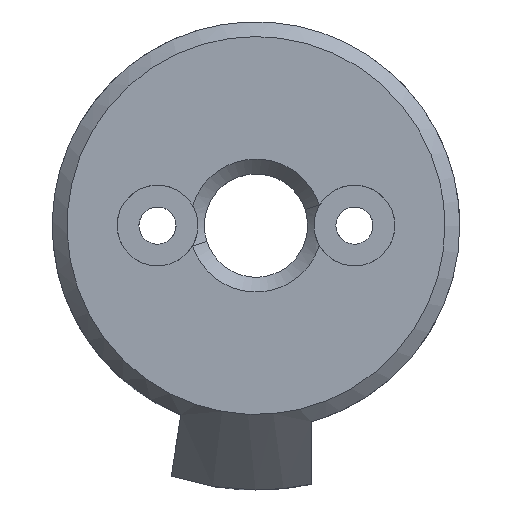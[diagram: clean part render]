
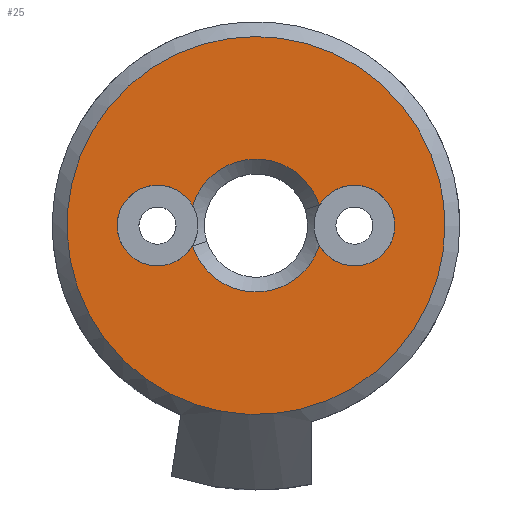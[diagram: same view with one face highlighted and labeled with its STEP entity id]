
A CAD part, top view. The second image highlights one B-rep face of the part: STEP entity #25.
In plain terms, the highlighted planar face has unit normal (0, 0, 1).
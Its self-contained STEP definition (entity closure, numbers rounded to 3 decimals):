
#14=FACE_BOUND('',#78,.T.);
#25=ADVANCED_FACE('',(#51,#14),#404,.T.);
#51=FACE_OUTER_BOUND('',#77,.T.);
#77=EDGE_LOOP('',(#126));
#78=EDGE_LOOP('',(#127,#128,#129,#130,#131,#132));
#126=ORIENTED_EDGE('',*,*,#276,.F.);
#127=ORIENTED_EDGE('',*,*,#237,.T.);
#128=ORIENTED_EDGE('',*,*,#262,.T.);
#129=ORIENTED_EDGE('',*,*,#236,.T.);
#130=ORIENTED_EDGE('',*,*,#232,.T.);
#131=ORIENTED_EDGE('',*,*,#261,.F.);
#132=ORIENTED_EDGE('',*,*,#230,.T.);
#230=EDGE_CURVE('',#353,#350,#289,.T.);
#232=EDGE_CURVE('',#351,#352,#290,.T.);
#236=EDGE_CURVE('',#358,#351,#292,.T.);
#237=EDGE_CURVE('',#350,#357,#293,.T.);
#261=EDGE_CURVE('',#353,#352,#311,.T.);
#262=EDGE_CURVE('',#357,#358,#312,.T.);
#276=EDGE_CURVE('',#360,#360,#319,.T.);
#289=(
BOUNDED_CURVE()
B_SPLINE_CURVE(2,(#713,#714,#715,#716,#717),.UNSPECIFIED.,.F.,.F.)
B_SPLINE_CURVE_WITH_KNOTS((3,2,3),(2.775,8.417,14.058),
 .UNSPECIFIED.)
CURVE()
GEOMETRIC_REPRESENTATION_ITEM()
RATIONAL_B_SPLINE_CURVE((1.,0.808,1.,0.808,1.))
REPRESENTATION_ITEM('')
);
#290=(
BOUNDED_CURVE()
B_SPLINE_CURVE(2,(#720,#721,#722),.UNSPECIFIED.,.F.,.F.)
B_SPLINE_CURVE_WITH_KNOTS((3,3),(0.,0.038),
 .UNSPECIFIED.)
CURVE()
GEOMETRIC_REPRESENTATION_ITEM()
RATIONAL_B_SPLINE_CURVE((1.,1.,1.))
REPRESENTATION_ITEM('')
);
#292=(
BOUNDED_CURVE()
B_SPLINE_CURVE(2,(#740,#741,#742,#743,#744),.UNSPECIFIED.,.F.,.F.)
B_SPLINE_CURVE_WITH_KNOTS((3,2,3),(2.774,8.416,14.058),
 .UNSPECIFIED.)
CURVE()
GEOMETRIC_REPRESENTATION_ITEM()
RATIONAL_B_SPLINE_CURVE((1.,0.808,1.,0.808,1.))
REPRESENTATION_ITEM('')
);
#293=(
BOUNDED_CURVE()
B_SPLINE_CURVE(2,(#745,#746,#747),.UNSPECIFIED.,.F.,.F.)
B_SPLINE_CURVE_WITH_KNOTS((3,3),(0.,0.037),
 .UNSPECIFIED.)
CURVE()
GEOMETRIC_REPRESENTATION_ITEM()
RATIONAL_B_SPLINE_CURVE((1.,1.,1.))
REPRESENTATION_ITEM('')
);
#311=(
BOUNDED_CURVE()
B_SPLINE_CURVE(2,(#931,#932,#933,#934,#935,#936,#937,#938,#939),
 .UNSPECIFIED.,.F.,.F.)
B_SPLINE_CURVE_WITH_KNOTS((3,2,2,2,3),(1.443,4.273,
8.547,12.82,15.65),.UNSPECIFIED.)
CURVE()
GEOMETRIC_REPRESENTATION_ITEM()
RATIONAL_B_SPLINE_CURVE((1.,0.865,1.,0.707,1.,0.707,
1.,0.865,1.))
REPRESENTATION_ITEM('')
);
#312=(
BOUNDED_CURVE()
B_SPLINE_CURVE(2,(#940,#941,#942,#943,#944,#945,#946,#947,#948),
 .UNSPECIFIED.,.F.,.F.)
B_SPLINE_CURVE_WITH_KNOTS((3,2,2,2,3),(1.443,4.273,
8.547,12.82,15.65),.UNSPECIFIED.)
CURVE()
GEOMETRIC_REPRESENTATION_ITEM()
RATIONAL_B_SPLINE_CURVE((1.,0.865,1.,0.707,1.,0.707,
1.,0.865,1.))
REPRESENTATION_ITEM('')
);
#319=(
BOUNDED_CURVE()
B_SPLINE_CURVE(2,(#1016,#1017,#1018,#1019,#1020,#1021,#1022,#1023,#1024),
 .UNSPECIFIED.,.T.,.F.)
B_SPLINE_CURVE_WITH_KNOTS((3,2,2,2,3),(0.,19.981,39.963,
59.944,79.925),.UNSPECIFIED.)
CURVE()
GEOMETRIC_REPRESENTATION_ITEM()
RATIONAL_B_SPLINE_CURVE((1.,0.707,1.,0.707,1.,0.707,
1.,0.707,1.))
REPRESENTATION_ITEM('')
);
#350=VERTEX_POINT('',#670);
#351=VERTEX_POINT('',#671);
#352=VERTEX_POINT('',#672);
#353=VERTEX_POINT('',#673);
#357=VERTEX_POINT('',#677);
#358=VERTEX_POINT('',#678);
#360=VERTEX_POINT('',#680);
#404=PLANE('',#501);
#501=AXIS2_PLACEMENT_3D('',#567,#524,$);
#524=DIRECTION('',(0.,0.,1.));
#567=CARTESIAN_POINT('',(-38.716,92.791,-19.649));
#670=CARTESIAN_POINT('',(-20.465,80.179,-19.649));
#671=CARTESIAN_POINT('',(-28.977,77.414,-19.649));
#672=CARTESIAN_POINT('',(-28.988,77.449,-19.649));
#673=CARTESIAN_POINT('',(-28.988,80.144,-19.649));
#677=CARTESIAN_POINT('',(-20.453,80.144,-19.649));
#678=CARTESIAN_POINT('',(-20.453,77.449,-19.649));
#680=CARTESIAN_POINT('',(-12.,78.796,-19.649));
#713=CARTESIAN_POINT('',(-28.988,80.144,-19.649));
#714=CARTESIAN_POINT('',(-28.004,83.258,-19.649));
#715=CARTESIAN_POINT('',(-24.739,83.271,-19.649));
#716=CARTESIAN_POINT('',(-21.474,83.285,-19.649));
#717=CARTESIAN_POINT('',(-20.465,80.179,-19.649));
#720=CARTESIAN_POINT('',(-28.977,77.414,-19.649));
#721=CARTESIAN_POINT('',(-28.982,77.431,-19.649));
#722=CARTESIAN_POINT('',(-28.988,77.449,-19.649));
#740=CARTESIAN_POINT('',(-20.453,77.449,-19.649));
#741=CARTESIAN_POINT('',(-21.436,74.335,-19.649));
#742=CARTESIAN_POINT('',(-24.702,74.321,-19.649));
#743=CARTESIAN_POINT('',(-27.967,74.308,-19.649));
#744=CARTESIAN_POINT('',(-28.977,77.414,-19.649));
#745=CARTESIAN_POINT('',(-20.465,80.179,-19.649));
#746=CARTESIAN_POINT('',(-20.459,80.162,-19.649));
#747=CARTESIAN_POINT('',(-20.453,80.144,-19.649));
#931=CARTESIAN_POINT('',(-28.988,80.144,-19.649));
#932=CARTESIAN_POINT('',(-29.771,81.518,-19.649));
#933=CARTESIAN_POINT('',(-31.351,81.518,-19.649));
#934=CARTESIAN_POINT('',(-34.072,81.518,-19.649));
#935=CARTESIAN_POINT('',(-34.072,78.797,-19.649));
#936=CARTESIAN_POINT('',(-34.072,76.077,-19.649));
#937=CARTESIAN_POINT('',(-31.351,76.077,-19.649));
#938=CARTESIAN_POINT('',(-29.771,76.077,-19.649));
#939=CARTESIAN_POINT('',(-28.988,77.449,-19.649));
#940=CARTESIAN_POINT('',(-20.453,80.144,-19.649));
#941=CARTESIAN_POINT('',(-19.671,81.518,-19.649));
#942=CARTESIAN_POINT('',(-18.09,81.518,-19.649));
#943=CARTESIAN_POINT('',(-15.37,81.518,-19.649));
#944=CARTESIAN_POINT('',(-15.37,78.797,-19.649));
#945=CARTESIAN_POINT('',(-15.37,76.077,-19.649));
#946=CARTESIAN_POINT('',(-18.09,76.077,-19.649));
#947=CARTESIAN_POINT('',(-19.67,76.077,-19.649));
#948=CARTESIAN_POINT('',(-20.453,77.449,-19.649));
#1016=CARTESIAN_POINT('',(-12.,78.796,-19.649));
#1017=CARTESIAN_POINT('',(-12.,66.075,-19.649));
#1018=CARTESIAN_POINT('',(-24.721,66.075,-19.649));
#1019=CARTESIAN_POINT('',(-37.441,66.075,-19.649));
#1020=CARTESIAN_POINT('',(-37.441,78.796,-19.649));
#1021=CARTESIAN_POINT('',(-37.441,91.517,-19.649));
#1022=CARTESIAN_POINT('',(-24.721,91.517,-19.649));
#1023=CARTESIAN_POINT('',(-12.,91.517,-19.649));
#1024=CARTESIAN_POINT('',(-12.,78.796,-19.649));
